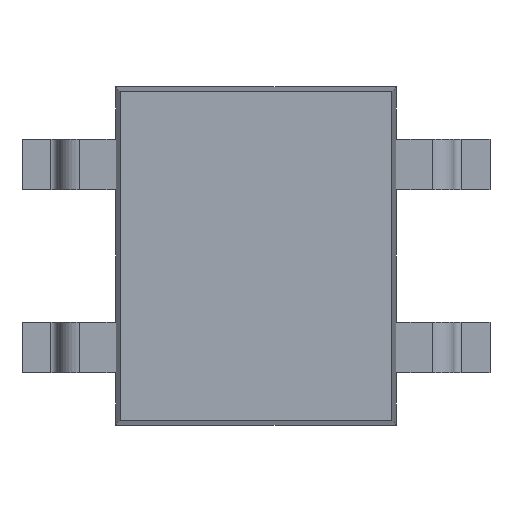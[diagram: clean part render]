
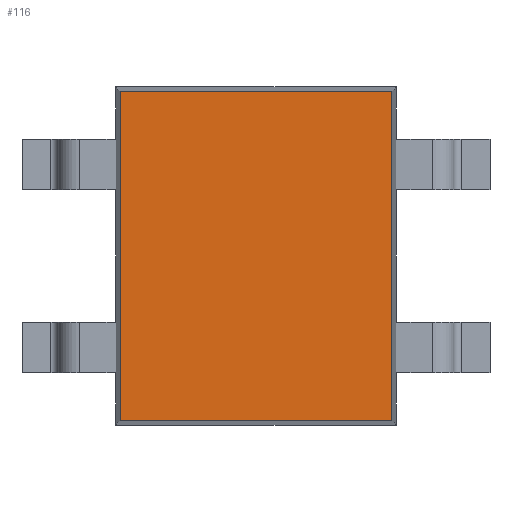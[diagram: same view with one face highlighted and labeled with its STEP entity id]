
A CAD part, top view. The second image highlights one B-rep face of the part: STEP entity #116.
In plain terms, the highlighted planar face has unit normal (0, 0, 1).
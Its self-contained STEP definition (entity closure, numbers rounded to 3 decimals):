
#116=ADVANCED_FACE('',(#350),#244,.T.);
#244=PLANE('',#1981);
#350=FACE_OUTER_BOUND('',#478,.T.);
#478=EDGE_LOOP('',(#606,#607,#608,#609));
#606=ORIENTED_EDGE('',*,*,#1282,.T.);
#607=ORIENTED_EDGE('',*,*,#1283,.T.);
#608=ORIENTED_EDGE('',*,*,#1284,.T.);
#609=ORIENTED_EDGE('',*,*,#1285,.T.);
#1130=VERTEX_POINT('',#2719);
#1131=VERTEX_POINT('',#2720);
#1132=VERTEX_POINT('',#2722);
#1133=VERTEX_POINT('',#2724);
#1282=EDGE_CURVE('',#1130,#1131,#1544,.T.);
#1283=EDGE_CURVE('',#1131,#1132,#1545,.T.);
#1284=EDGE_CURVE('',#1132,#1133,#1546,.T.);
#1285=EDGE_CURVE('',#1133,#1130,#1547,.T.);
#1544=LINE('',#2718,#1762);
#1545=LINE('',#2721,#1763);
#1546=LINE('',#2723,#1764);
#1547=LINE('',#2725,#1765);
#1762=VECTOR('',#2155,1.);
#1763=VECTOR('',#2156,1.);
#1764=VECTOR('',#2157,1.);
#1765=VECTOR('',#2158,1.);
#1981=AXIS2_PLACEMENT_3D('',#2726,#2159,#2160);
#2155=DIRECTION('',(-1.,0.,0.));
#2156=DIRECTION('',(0.,-1.,0.));
#2157=DIRECTION('',(1.,0.,0.));
#2158=DIRECTION('',(0.,1.,0.));
#2159=DIRECTION('',(0.,0.,1.));
#2160=DIRECTION('',(1.,0.,0.));
#2718=CARTESIAN_POINT('',(5.394,4.331,1.05));
#2719=CARTESIAN_POINT('',(7.278,4.331,1.05));
#2720=CARTESIAN_POINT('',(3.509,4.331,1.05));
#2721=CARTESIAN_POINT('',(3.509,2.047,1.05));
#2722=CARTESIAN_POINT('',(3.509,-0.238,1.05));
#2723=CARTESIAN_POINT('',(5.394,-0.238,1.05));
#2724=CARTESIAN_POINT('',(7.278,-0.238,1.05));
#2725=CARTESIAN_POINT('',(7.278,2.047,1.05));
#2726=CARTESIAN_POINT('',(5.394,2.047,1.05));
